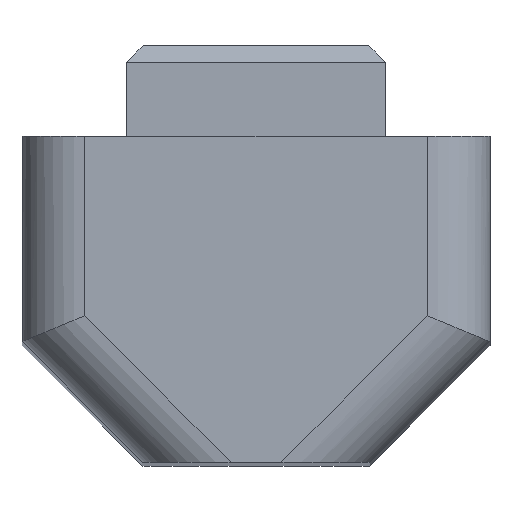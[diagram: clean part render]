
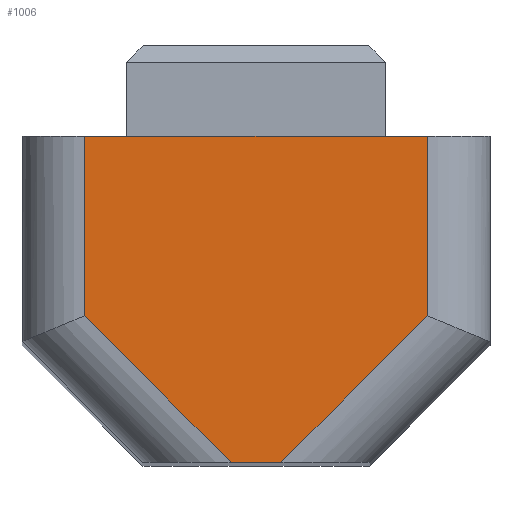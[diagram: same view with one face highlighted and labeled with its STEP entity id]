
A CAD part, top view. The second image highlights one B-rep face of the part: STEP entity #1006.
In plain terms, the highlighted planar face has unit normal (0, 0, 1).
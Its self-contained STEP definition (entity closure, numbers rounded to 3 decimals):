
#87=FACE_OUTER_BOUND('',#146,.T.);
#146=EDGE_LOOP('',(#722,#723,#724,#725,#726,#727));
#228=LINE('',#1532,#341);
#229=LINE('',#1536,#342);
#231=LINE('',#1542,#344);
#232=LINE('',#1544,#345);
#233=LINE('',#1546,#346);
#234=LINE('',#1547,#347);
#341=VECTOR('',#1224,10.);
#342=VECTOR('',#1229,10.);
#344=VECTOR('',#1235,10.);
#345=VECTOR('',#1236,10.);
#346=VECTOR('',#1237,10.);
#347=VECTOR('',#1238,10.);
#443=VERTEX_POINT('',#1529);
#444=VERTEX_POINT('',#1531);
#445=VERTEX_POINT('',#1535);
#447=VERTEX_POINT('',#1541);
#448=VERTEX_POINT('',#1543);
#449=VERTEX_POINT('',#1545);
#548=EDGE_CURVE('',#443,#444,#228,.T.);
#550=EDGE_CURVE('',#444,#445,#229,.T.);
#553=EDGE_CURVE('',#443,#447,#231,.T.);
#554=EDGE_CURVE('',#448,#447,#232,.T.);
#555=EDGE_CURVE('',#449,#448,#233,.T.);
#556=EDGE_CURVE('',#449,#445,#234,.T.);
#722=ORIENTED_EDGE('',*,*,#550,.F.);
#723=ORIENTED_EDGE('',*,*,#548,.F.);
#724=ORIENTED_EDGE('',*,*,#553,.T.);
#725=ORIENTED_EDGE('',*,*,#554,.F.);
#726=ORIENTED_EDGE('',*,*,#555,.F.);
#727=ORIENTED_EDGE('',*,*,#556,.T.);
#964=PLANE('',#1082);
#1006=ADVANCED_FACE('',(#87),#964,.T.);
#1082=AXIS2_PLACEMENT_3D('',#1540,#1233,#1234);
#1224=DIRECTION('',(0.,-1.,0.));
#1229=DIRECTION('',(-0.707,-0.707,0.));
#1233=DIRECTION('center_axis',(0.,0.,1.));
#1234=DIRECTION('ref_axis',(1.,0.,0.));
#1235=DIRECTION('',(-1.,0.,0.));
#1236=DIRECTION('',(0.,1.,0.));
#1237=DIRECTION('',(-0.707,0.707,0.));
#1238=DIRECTION('',(1.,0.,0.));
#1529=CARTESIAN_POINT('',(2.05,4.,14.));
#1531=CARTESIAN_POINT('',(2.05,1.852,14.));
#1532=CARTESIAN_POINT('',(2.05,1.796,14.));
#1535=CARTESIAN_POINT('',(0.298,0.1,14.));
#1536=CARTESIAN_POINT('',(0.976,0.778,14.));
#1540=CARTESIAN_POINT('Origin',(0.,2.05,14.));
#1541=CARTESIAN_POINT('',(-2.05,4.,14.));
#1542=CARTESIAN_POINT('',(2.8,4.,14.));
#1543=CARTESIAN_POINT('',(-2.05,1.852,14.));
#1544=CARTESIAN_POINT('',(-2.05,3.025,14.));
#1545=CARTESIAN_POINT('',(-0.298,0.1,14.));
#1546=CARTESIAN_POINT('',(-1.697,1.499,14.));
#1547=CARTESIAN_POINT('',(0.,0.1,14.));
